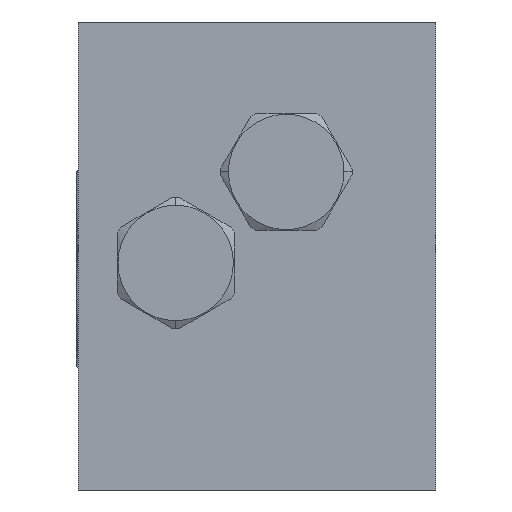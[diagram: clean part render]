
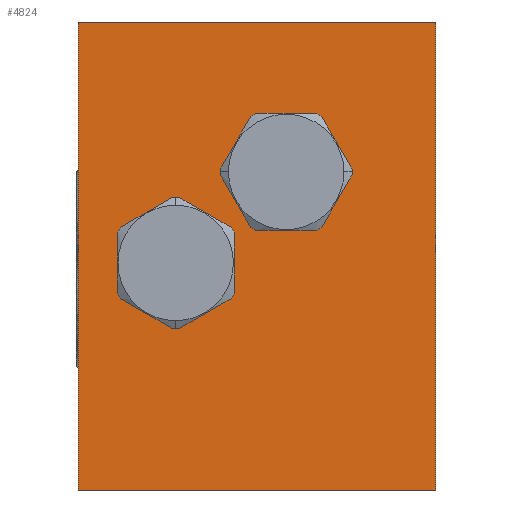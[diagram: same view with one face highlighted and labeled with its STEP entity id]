
A CAD part, left-side view. The second image highlights one B-rep face of the part: STEP entity #4824.
In plain terms, the highlighted planar face has unit normal (-1, 0, 0).
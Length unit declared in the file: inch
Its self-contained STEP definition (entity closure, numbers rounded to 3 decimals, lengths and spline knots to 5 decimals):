
#1=DIRECTION('',(0.,-1.,0.));
#2=VECTOR('',#1,3.438);
#3=CARTESIAN_POINT('',(0.,0.,0.));
#4=LINE('',#3,#2);
#17=DIRECTION('',(0.,0.,1.));
#18=VECTOR('',#17,4.5);
#19=CARTESIAN_POINT('',(0.,0.,0.));
#20=LINE('',#19,#18);
#21=CARTESIAN_POINT('',(0.,-0.938,2.183));
#22=DIRECTION('',(1.,0.,0.));
#23=DIRECTION('',(0.,0.,-1.));
#24=AXIS2_PLACEMENT_3D('',#21,#22,#23);
#26=CARTESIAN_POINT('',(0.,-0.938,2.183));
#27=DIRECTION('',(1.,0.,0.));
#28=DIRECTION('',(0.,0.,1.));
#29=AXIS2_PLACEMENT_3D('',#26,#27,#28);
#31=CARTESIAN_POINT('',(0.,-2.,3.058));
#32=DIRECTION('',(1.,0.,0.));
#33=DIRECTION('',(0.,0.,-1.));
#34=AXIS2_PLACEMENT_3D('',#31,#32,#33);
#36=CARTESIAN_POINT('',(0.,-2.,3.058));
#37=DIRECTION('',(1.,0.,0.));
#38=DIRECTION('',(0.,0.,1.));
#39=AXIS2_PLACEMENT_3D('',#36,#37,#38);
#109=DIRECTION('',(0.,0.,1.));
#110=VECTOR('',#109,4.5);
#111=CARTESIAN_POINT('',(0.,-3.438,0.));
#112=LINE('',#111,#110);
#153=DIRECTION('',(0.,-1.,0.));
#154=VECTOR('',#153,3.438);
#155=CARTESIAN_POINT('',(0.,0.,4.5));
#156=LINE('',#155,#154);
#4191=CARTESIAN_POINT('',(0.,0.,0.));
#4192=CARTESIAN_POINT('',(0.,-3.438,0.));
#4193=VERTEX_POINT('',#4191);
#4194=VERTEX_POINT('',#4192);
#4199=CARTESIAN_POINT('',(0.,0.,4.5));
#4200=CARTESIAN_POINT('',(0.,-3.438,4.5));
#4201=VERTEX_POINT('',#4199);
#4202=VERTEX_POINT('',#4200);
#4343=CARTESIAN_POINT('',(0.,-0.938,1.643));
#4344=CARTESIAN_POINT('',(0.,-0.938,2.723));
#4345=VERTEX_POINT('',#4343);
#4346=VERTEX_POINT('',#4344);
#4397=CARTESIAN_POINT('',(0.,-2.,2.518));
#4398=CARTESIAN_POINT('',(0.,-2.,3.598));
#4399=VERTEX_POINT('',#4397);
#4400=VERTEX_POINT('',#4398);
#4798=CARTESIAN_POINT('',(0.,0.,0.));
#4799=DIRECTION('',(-1.,0.,0.));
#4800=DIRECTION('',(0.,-1.,0.));
#4801=AXIS2_PLACEMENT_3D('',#4798,#4799,#4800);
#4802=PLANE('',#4801);
#4803=ORIENTED_EDGE('',*,*,#4787,.F.);
#4805=ORIENTED_EDGE('',*,*,#4804,.T.);
#4807=ORIENTED_EDGE('',*,*,#4806,.T.);
#4809=ORIENTED_EDGE('',*,*,#4808,.F.);
#4810=EDGE_LOOP('',(#4803,#4805,#4807,#4809));
#4811=FACE_OUTER_BOUND('',#4810,.F.);
#4813=ORIENTED_EDGE('',*,*,#4812,.F.);
#4815=ORIENTED_EDGE('',*,*,#4814,.F.);
#4816=EDGE_LOOP('',(#4813,#4815));
#4817=FACE_BOUND('',#4816,.F.);
#4819=ORIENTED_EDGE('',*,*,#4818,.F.);
#4821=ORIENTED_EDGE('',*,*,#4820,.F.);
#4822=EDGE_LOOP('',(#4819,#4821));
#4823=FACE_BOUND('',#4822,.F.);
#4824=ADVANCED_FACE('',(#4811,#4817,#4823),#4802,.T.);
#25=CIRCLE('',#24,0.54);
#30=CIRCLE('',#29,0.54);
#35=CIRCLE('',#34,0.54);
#40=CIRCLE('',#39,0.54);
#4787=EDGE_CURVE('',#4193,#4194,#4,.T.);
#4804=EDGE_CURVE('',#4193,#4201,#20,.T.);
#4806=EDGE_CURVE('',#4201,#4202,#156,.T.);
#4808=EDGE_CURVE('',#4194,#4202,#112,.T.);
#4812=EDGE_CURVE('',#4345,#4346,#25,.T.);
#4814=EDGE_CURVE('',#4346,#4345,#30,.T.);
#4818=EDGE_CURVE('',#4399,#4400,#35,.T.);
#4820=EDGE_CURVE('',#4400,#4399,#40,.T.);
